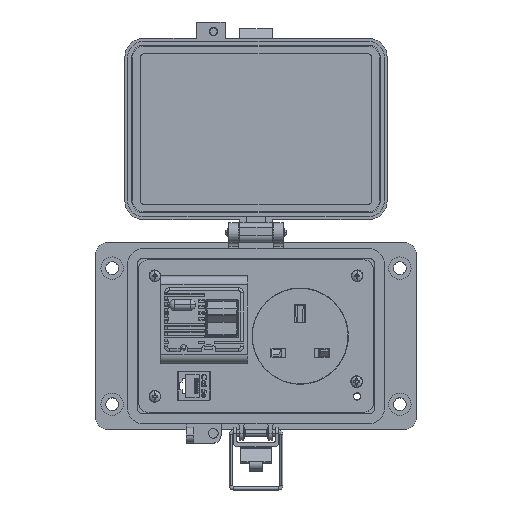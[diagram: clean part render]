
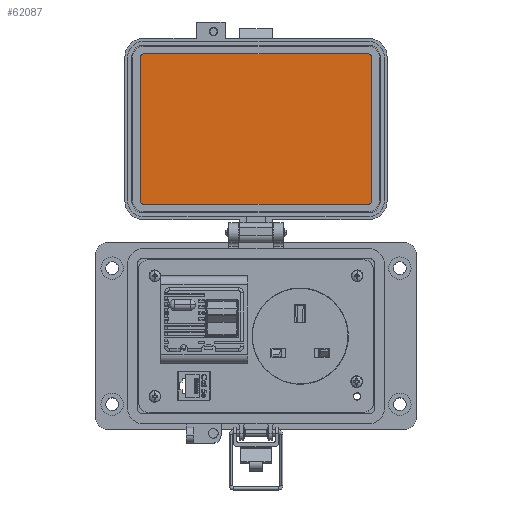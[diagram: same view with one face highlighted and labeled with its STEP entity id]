
A CAD part, top view. The second image highlights one B-rep face of the part: STEP entity #62087.
In plain terms, the highlighted planar face has unit normal (0, 0, 1).
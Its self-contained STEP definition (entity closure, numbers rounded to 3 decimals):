
#701 = LINE ( 'NONE', #23931, #75529 ) ;
#1153 = CARTESIAN_POINT ( 'NONE',  ( -57.72, 67.765, 8.694 ) ) ;
#1619 = DIRECTION ( 'NONE',  ( 0., 0., -1. ) ) ;
#1922 = DIRECTION ( 'NONE',  ( 0., -1., 0. ) ) ;
#3030 = CARTESIAN_POINT ( 'NONE',  ( 57.717, 145.119, 8.694 ) ) ;
#3388 = EDGE_CURVE ( 'NONE', #57946, #44377, #63169, .T. ) ;
#6058 = VERTEX_POINT ( 'NONE', #63750 ) ;
#6277 = DIRECTION ( 'NONE',  ( 0., 0., 1. ) ) ;
#8236 = VECTOR ( 'NONE', #63381, 1000. ) ;
#9669 = AXIS2_PLACEMENT_3D ( 'NONE', #48929, #13500, #54878 ) ;
#10042 = LINE ( 'NONE', #68568, #8236 ) ;
#12826 = CARTESIAN_POINT ( 'NONE',  ( -57.72, 67.765, 8.694 ) ) ;
#13142 = CARTESIAN_POINT ( 'NONE',  ( -57.72, 143.334, 8.694 ) ) ;
#13500 = DIRECTION ( 'NONE',  ( 0., 0., -1. ) ) ;
#14191 = EDGE_LOOP ( 'NONE', ( #22665, #37068, #50749, #43924, #22153, #50217, #51766, #32199 ) ) ;
#15637 = AXIS2_PLACEMENT_3D ( 'NONE', #37038, #1619, #42979 ) ;
#16138 = VECTOR ( 'NONE', #42547, 1000. ) ;
#16188 = CARTESIAN_POINT ( 'NONE',  ( 59.502, 143.334, 8.694 ) ) ;
#17650 = CARTESIAN_POINT ( 'NONE',  ( 59.502, 69.55, 8.694 ) ) ;
#18114 = EDGE_CURVE ( 'NONE', #49121, #6058, #57843, .T. ) ;
#19145 = DIRECTION ( 'NONE',  ( 0., -1., 0. ) ) ;
#19914 = AXIS2_PLACEMENT_3D ( 'NONE', #13142, #54533, #19145 ) ;
#21032 = VERTEX_POINT ( 'NONE', #54771 ) ;
#21620 = CARTESIAN_POINT ( 'NONE',  ( 59.502, 69.55, 8.694 ) ) ;
#22153 = ORIENTED_EDGE ( 'NONE', *, *, #66500, .F. ) ;
#22665 = ORIENTED_EDGE ( 'NONE', *, *, #18114, .F. ) ;
#23931 = CARTESIAN_POINT ( 'NONE',  ( -59.505, 143.334, 8.694 ) ) ;
#29878 = DIRECTION ( 'NONE',  ( 0., 1., 0. ) ) ;
#30243 = EDGE_CURVE ( 'NONE', #21032, #36703, #31906, .T. ) ;
#30791 = DIRECTION ( 'NONE',  ( 0., -1., 0. ) ) ;
#31855 = EDGE_CURVE ( 'NONE', #57915, #57946, #56630, .T. ) ;
#31906 = LINE ( 'NONE', #1153, #16138 ) ;
#32199 = ORIENTED_EDGE ( 'NONE', *, *, #44391, .F. ) ;
#32486 = AXIS2_PLACEMENT_3D ( 'NONE', #72692, #37361, #1922 ) ;
#33397 = FACE_OUTER_BOUND ( 'NONE', #14191, .T. ) ;
#33603 = VERTEX_POINT ( 'NONE', #33920 ) ;
#33920 = CARTESIAN_POINT ( 'NONE',  ( -59.505, 69.55, 8.694 ) ) ;
#36703 = VERTEX_POINT ( 'NONE', #12826 ) ;
#37038 = CARTESIAN_POINT ( 'NONE',  ( -57.72, 69.55, 8.694 ) ) ;
#37068 = ORIENTED_EDGE ( 'NONE', *, *, #45188, .F. ) ;
#37361 = DIRECTION ( 'NONE',  ( 0., 0., -1. ) ) ;
#40779 = CARTESIAN_POINT ( 'NONE',  ( -59.505, 143.334, 8.694 ) ) ;
#41732 = CARTESIAN_POINT ( 'NONE',  ( -30.745, 145.119, 8.694 ) ) ;
#42547 = DIRECTION ( 'NONE',  ( -1., 0., 0. ) ) ;
#42979 = DIRECTION ( 'NONE',  ( 0., -1., 0. ) ) ;
#43924 = ORIENTED_EDGE ( 'NONE', *, *, #30243, .F. ) ;
#44377 = VERTEX_POINT ( 'NONE', #21620 ) ;
#44391 = EDGE_CURVE ( 'NONE', #6058, #57915, #10042, .T. ) ;
#45188 = EDGE_CURVE ( 'NONE', #33603, #49121, #701, .T. ) ;
#47521 = VECTOR ( 'NONE', #30791, 1000. ) ;
#47631 = DIRECTION ( 'NONE',  ( 0., -1., 0. ) ) ;
#48929 = CARTESIAN_POINT ( 'NONE',  ( 57.717, 69.55, 8.694 ) ) ;
#49121 = VERTEX_POINT ( 'NONE', #40779 ) ;
#50217 = ORIENTED_EDGE ( 'NONE', *, *, #3388, .F. ) ;
#50749 = ORIENTED_EDGE ( 'NONE', *, *, #60180, .F. ) ;
#51766 = ORIENTED_EDGE ( 'NONE', *, *, #31855, .F. ) ;
#54533 = DIRECTION ( 'NONE',  ( 0., 0., -1. ) ) ;
#54771 = CARTESIAN_POINT ( 'NONE',  ( 57.717, 67.765, 8.694 ) ) ;
#54878 = DIRECTION ( 'NONE',  ( 0., -1., 0. ) ) ;
#56630 = CIRCLE ( 'NONE', #32486, 1.785 ) ;
#57843 = CIRCLE ( 'NONE', #19914, 1.785 ) ;
#57915 = VERTEX_POINT ( 'NONE', #3030 ) ;
#57946 = VERTEX_POINT ( 'NONE', #16188 ) ;
#59238 = PLANE ( 'NONE',  #72700 ) ;
#60180 = EDGE_CURVE ( 'NONE', #36703, #33603, #66852, .T. ) ;
#62087 = ADVANCED_FACE ( 'NONE', ( #33397 ), #59238, .T. ) ;
#63169 = LINE ( 'NONE', #17650, #47521 ) ;
#63381 = DIRECTION ( 'NONE',  ( 1., 0., 0. ) ) ;
#63750 = CARTESIAN_POINT ( 'NONE',  ( -57.72, 145.119, 8.694 ) ) ;
#66500 = EDGE_CURVE ( 'NONE', #44377, #21032, #69368, .T. ) ;
#66852 = CIRCLE ( 'NONE', #15637, 1.785 ) ;
#68568 = CARTESIAN_POINT ( 'NONE',  ( 57.717, 145.119, 8.694 ) ) ;
#69368 = CIRCLE ( 'NONE', #9669, 1.785 ) ;
#72692 = CARTESIAN_POINT ( 'NONE',  ( 57.717, 143.334, 8.694 ) ) ;
#72700 = AXIS2_PLACEMENT_3D ( 'NONE', #41732, #6277, #47631 ) ;
#75529 = VECTOR ( 'NONE', #29878, 1000. ) ;
